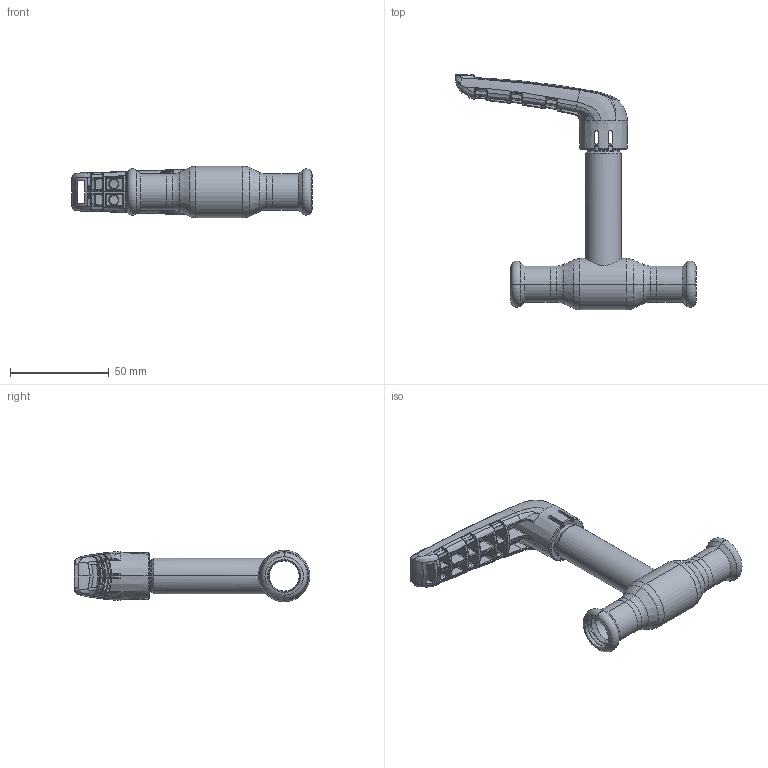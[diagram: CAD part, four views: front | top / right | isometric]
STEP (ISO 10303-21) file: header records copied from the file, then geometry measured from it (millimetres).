
FILE_DESCRIPTION (( 'STEP AP214' ), '1' );
FILE_NAME ('1010000101-xxxx.step', '2019-05-07T12:26:22', ( '' ), ( '' ), 'SwSTEP 2.0', 'SolidWorks 2017', '' );
FILE_SCHEMA (( 'AUTOMOTIVE_DESIGN' ));
Length unit declared in the file: millimetre
Products named in the file (1): 1010000101-xxxx
Bounding box: 121.78 x 119.18 x 26 mm (x, y, z)
Surface area: 22719.4 mm2 (no closed solid volume)
Topology: 0 solids, 11 shells, 788 faces, 2473 edges, 1572 vertices
Faces by surface type: bspline 650, plane 52, cone 33, cylinder 32, torus 21
Entity records: 68375 total; most frequent: CARTESIAN_POINT 43977, ORIENTED_EDGE 4101, EDGE_CURVE 2445, B_SPLINE_CURVE_WITH_KNOTS 1717, VERTEX_POINT 1572, DIRECTION 1563, EDGE_LOOP 810, UNCERTAINTY_MEASURE_WITH_UNIT 790
